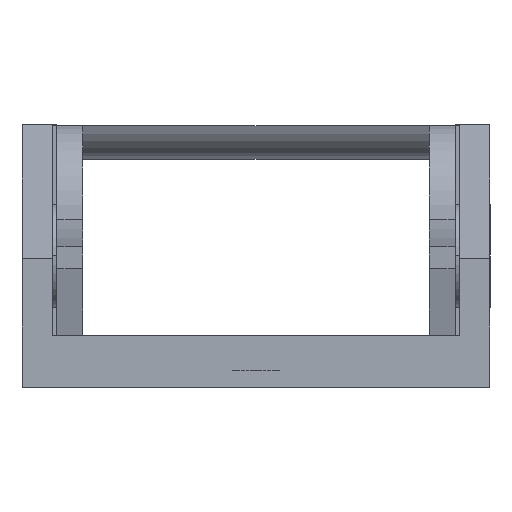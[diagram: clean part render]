
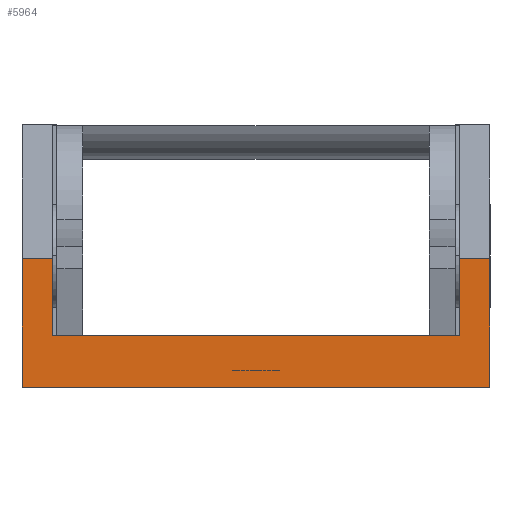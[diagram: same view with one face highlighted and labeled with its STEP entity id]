
A CAD part, front view. The second image highlights one B-rep face of the part: STEP entity #5964.
In plain terms, the highlighted planar face has unit normal (0, -1, 0).
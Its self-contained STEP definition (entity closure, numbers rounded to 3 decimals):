
#209 = VECTOR ( 'NONE', #2763, 1000. ) ;
#258 = ORIENTED_EDGE ( 'NONE', *, *, #5760, .F. ) ;
#259 = CARTESIAN_POINT ( 'NONE',  ( 11.85, -12.5, 0. ) ) ;
#520 = DIRECTION ( 'NONE',  ( 0., 0., -1. ) ) ;
#645 = DIRECTION ( 'NONE',  ( 0., 0., -1. ) ) ;
#675 = CARTESIAN_POINT ( 'NONE',  ( -13.6, -12.5, 0. ) ) ;
#713 = VECTOR ( 'NONE', #1810, 1000. ) ;
#744 = LINE ( 'NONE', #675, #5989 ) ;
#760 = LINE ( 'NONE', #3814, #6508 ) ;
#1271 = AXIS2_PLACEMENT_3D ( 'NONE', #2333, #5428, #3435 ) ;
#1319 = PLANE ( 'NONE',  #1271 ) ;
#1556 = LINE ( 'NONE', #2609, #4691 ) ;
#1717 = EDGE_LOOP ( 'NONE', ( #5267, #4837, #5024, #6570, #3553, #6397, #258, #3158 ) ) ;
#1810 = DIRECTION ( 'NONE',  ( 0., 0., -1. ) ) ;
#1812 = VECTOR ( 'NONE', #3139, 1000. ) ;
#1922 = VERTEX_POINT ( 'NONE', #2949 ) ;
#1967 = VERTEX_POINT ( 'NONE', #4706 ) ;
#2037 = VECTOR ( 'NONE', #645, 1000. ) ;
#2056 = CARTESIAN_POINT ( 'NONE',  ( -11.85, -12.5, 7.5 ) ) ;
#2161 = EDGE_CURVE ( 'NONE', #4763, #3036, #3716, .T. ) ;
#2245 = VERTEX_POINT ( 'NONE', #2743 ) ;
#2333 = CARTESIAN_POINT ( 'NONE',  ( -13.6, -12.5, 3. ) ) ;
#2492 = EDGE_CURVE ( 'NONE', #6424, #3597, #4036, .T. ) ;
#2511 = CARTESIAN_POINT ( 'NONE',  ( -11.85, -12.5, 3. ) ) ;
#2609 = CARTESIAN_POINT ( 'NONE',  ( 13.6, -12.5, 3. ) ) ;
#2743 = CARTESIAN_POINT ( 'NONE',  ( 13.6, -12.5, 7.5 ) ) ;
#2763 = DIRECTION ( 'NONE',  ( 1., 0., 0. ) ) ;
#2772 = DIRECTION ( 'NONE',  ( 1., 0., 0. ) ) ;
#2949 = CARTESIAN_POINT ( 'NONE',  ( -11.85, -12.5, 7.5 ) ) ;
#3036 = VERTEX_POINT ( 'NONE', #5362 ) ;
#3139 = DIRECTION ( 'NONE',  ( -1., 0., 0. ) ) ;
#3158 = ORIENTED_EDGE ( 'NONE', *, *, #2161, .T. ) ;
#3237 = CARTESIAN_POINT ( 'NONE',  ( -11.85, -12.5, 0. ) ) ;
#3435 = DIRECTION ( 'NONE',  ( 0., 0., 1. ) ) ;
#3456 = CARTESIAN_POINT ( 'NONE',  ( -13.6, -12.5, 0. ) ) ;
#3458 = CARTESIAN_POINT ( 'NONE',  ( 11.85, -12.5, 7.5 ) ) ;
#3553 = ORIENTED_EDGE ( 'NONE', *, *, #6256, .T. ) ;
#3597 = VERTEX_POINT ( 'NONE', #3456 ) ;
#3716 = LINE ( 'NONE', #259, #713 ) ;
#3799 = DIRECTION ( 'NONE',  ( 1., 0., 0. ) ) ;
#3814 = CARTESIAN_POINT ( 'NONE',  ( -13.6, -12.5, 3. ) ) ;
#4022 = VECTOR ( 'NONE', #520, 1000. ) ;
#4036 = LINE ( 'NONE', #4662, #4022 ) ;
#4139 = DIRECTION ( 'NONE',  ( 0., 0., -1. ) ) ;
#4266 = LINE ( 'NONE', #6274, #209 ) ;
#4662 = CARTESIAN_POINT ( 'NONE',  ( -13.6, -12.5, 3. ) ) ;
#4683 = LINE ( 'NONE', #3237, #2037 ) ;
#4691 = VECTOR ( 'NONE', #4139, 1000. ) ;
#4706 = CARTESIAN_POINT ( 'NONE',  ( 13.6, -12.5, 0. ) ) ;
#4763 = VERTEX_POINT ( 'NONE', #3458 ) ;
#4837 = ORIENTED_EDGE ( 'NONE', *, *, #6308, .F. ) ;
#5024 = ORIENTED_EDGE ( 'NONE', *, *, #5622, .T. ) ;
#5097 = LINE ( 'NONE', #2056, #1812 ) ;
#5108 = VERTEX_POINT ( 'NONE', #2511 ) ;
#5267 = ORIENTED_EDGE ( 'NONE', *, *, #5297, .F. ) ;
#5297 = EDGE_CURVE ( 'NONE', #5108, #3036, #760, .T. ) ;
#5362 = CARTESIAN_POINT ( 'NONE',  ( 11.85, -12.5, 3. ) ) ;
#5428 = DIRECTION ( 'NONE',  ( 0., 1., 0. ) ) ;
#5622 = EDGE_CURVE ( 'NONE', #1922, #6424, #5097, .T. ) ;
#5760 = EDGE_CURVE ( 'NONE', #4763, #2245, #4266, .T. ) ;
#5964 = ADVANCED_FACE ( 'NONE', ( #6039 ), #1319, .F. ) ;
#5989 = VECTOR ( 'NONE', #3799, 1000. ) ;
#6039 = FACE_OUTER_BOUND ( 'NONE', #1717, .T. ) ;
#6256 = EDGE_CURVE ( 'NONE', #3597, #1967, #744, .T. ) ;
#6274 = CARTESIAN_POINT ( 'NONE',  ( 11.85, -12.5, 7.5 ) ) ;
#6308 = EDGE_CURVE ( 'NONE', #1922, #5108, #4683, .T. ) ;
#6397 = ORIENTED_EDGE ( 'NONE', *, *, #6544, .F. ) ;
#6424 = VERTEX_POINT ( 'NONE', #6530 ) ;
#6508 = VECTOR ( 'NONE', #2772, 1000. ) ;
#6530 = CARTESIAN_POINT ( 'NONE',  ( -13.6, -12.5, 7.5 ) ) ;
#6544 = EDGE_CURVE ( 'NONE', #2245, #1967, #1556, .T. ) ;
#6570 = ORIENTED_EDGE ( 'NONE', *, *, #2492, .T. ) ;
